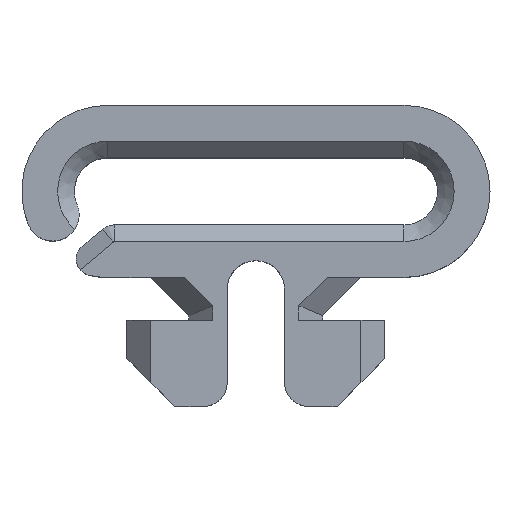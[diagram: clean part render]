
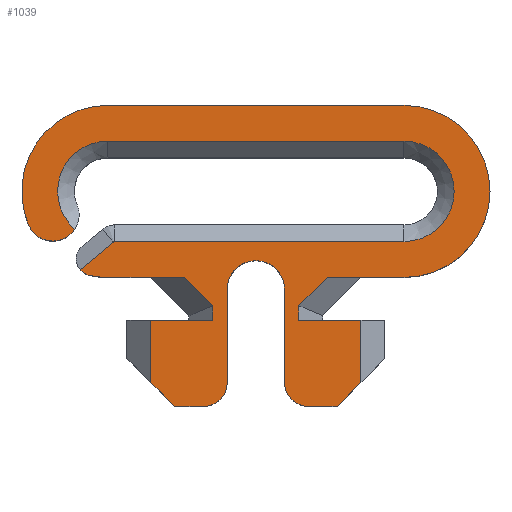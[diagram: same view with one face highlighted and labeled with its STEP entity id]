
A CAD part, top view. The second image highlights one B-rep face of the part: STEP entity #1039.
In plain terms, the highlighted planar face has unit normal (0, 0, 1).
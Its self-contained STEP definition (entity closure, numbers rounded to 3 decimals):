
#28=CIRCLE('',#1080,2.1);
#31=CIRCLE('',#1084,2.1);
#33=CIRCLE('',#1088,0.1);
#35=CIRCLE('',#1092,0.7);
#49=CIRCLE('',#1120,1.1);
#50=CIRCLE('',#1135,3.6);
#51=CIRCLE('',#1136,1.);
#52=CIRCLE('',#1137,1.2);
#53=CIRCLE('',#1138,1.);
#54=CIRCLE('',#1139,3.6);
#55=CIRCLE('',#1140,3.6);
#96=FACE_OUTER_BOUND('',#153,.T.);
#153=EDGE_LOOP('',(#830,#831,#832,#833,#834,#835,#836,#837,#838,#839,#840,
#841,#842,#843,#844,#845,#846,#847,#848,#849,#850,#851,#852,#853,#854,#855,
#856,#857,#858,#859,#860));
#176=LINE('',#1464,#295);
#180=LINE('',#1473,#299);
#185=LINE('',#1500,#304);
#245=LINE('',#1666,#364);
#247=LINE('',#1670,#366);
#250=LINE('',#1676,#369);
#252=LINE('',#1680,#371);
#257=LINE('',#1690,#376);
#258=LINE('',#1694,#377);
#259=LINE('',#1696,#378);
#260=LINE('',#1698,#379);
#261=LINE('',#1700,#380);
#262=LINE('',#1702,#381);
#263=LINE('',#1706,#382);
#264=LINE('',#1710,#383);
#265=LINE('',#1714,#384);
#266=LINE('',#1715,#385);
#267=LINE('',#1716,#386);
#268=LINE('',#1718,#387);
#269=LINE('',#1722,#388);
#295=VECTOR('',#1169,10.);
#299=VECTOR('',#1175,10.);
#304=VECTOR('',#1194,10.);
#364=VECTOR('',#1342,10.);
#366=VECTOR('',#1346,10.);
#369=VECTOR('',#1351,10.);
#371=VECTOR('',#1355,10.);
#376=VECTOR('',#1362,10.);
#377=VECTOR('',#1367,10.);
#378=VECTOR('',#1368,10.);
#379=VECTOR('',#1369,10.);
#380=VECTOR('',#1370,10.);
#381=VECTOR('',#1371,10.);
#382=VECTOR('',#1374,10.);
#383=VECTOR('',#1377,10.);
#384=VECTOR('',#1380,10.);
#385=VECTOR('',#1381,10.);
#386=VECTOR('',#1382,10.);
#387=VECTOR('',#1383,10.);
#388=VECTOR('',#1386,10.);
#417=VERTEX_POINT('',#1461);
#418=VERTEX_POINT('',#1463);
#421=VERTEX_POINT('',#1470);
#422=VERTEX_POINT('',#1472);
#425=VERTEX_POINT('',#1479);
#427=VERTEX_POINT('',#1485);
#429=VERTEX_POINT('',#1498);
#433=VERTEX_POINT('',#1512);
#469=VERTEX_POINT('',#1619);
#482=VERTEX_POINT('',#1663);
#483=VERTEX_POINT('',#1665);
#484=VERTEX_POINT('',#1669);
#485=VERTEX_POINT('',#1673);
#486=VERTEX_POINT('',#1675);
#487=VERTEX_POINT('',#1679);
#488=VERTEX_POINT('',#1683);
#491=VERTEX_POINT('',#1688);
#492=VERTEX_POINT('',#1692);
#493=VERTEX_POINT('',#1695);
#494=VERTEX_POINT('',#1697);
#495=VERTEX_POINT('',#1699);
#496=VERTEX_POINT('',#1701);
#497=VERTEX_POINT('',#1703);
#498=VERTEX_POINT('',#1705);
#499=VERTEX_POINT('',#1707);
#500=VERTEX_POINT('',#1709);
#501=VERTEX_POINT('',#1711);
#502=VERTEX_POINT('',#1713);
#503=VERTEX_POINT('',#1717);
#504=VERTEX_POINT('',#1719);
#505=VERTEX_POINT('',#1721);
#513=EDGE_CURVE('',#417,#418,#176,.T.);
#517=EDGE_CURVE('',#421,#422,#180,.T.);
#521=EDGE_CURVE('',#425,#421,#28,.T.);
#525=EDGE_CURVE('',#422,#427,#31,.T.);
#527=EDGE_CURVE('',#429,#425,#185,.T.);
#530=EDGE_CURVE('',#418,#429,#33,.T.);
#535=EDGE_CURVE('',#417,#433,#35,.T.);
#584=EDGE_CURVE('',#469,#427,#49,.T.);
#607=EDGE_CURVE('',#482,#483,#245,.T.);
#609=EDGE_CURVE('',#483,#484,#247,.T.);
#612=EDGE_CURVE('',#485,#486,#250,.T.);
#614=EDGE_CURVE('',#486,#487,#252,.T.);
#619=EDGE_CURVE('',#491,#488,#257,.T.);
#620=EDGE_CURVE('',#433,#492,#50,.T.);
#621=EDGE_CURVE('',#492,#487,#258,.T.);
#622=EDGE_CURVE('',#485,#493,#259,.T.);
#623=EDGE_CURVE('',#494,#493,#260,.T.);
#624=EDGE_CURVE('',#494,#495,#261,.T.);
#625=EDGE_CURVE('',#495,#496,#262,.T.);
#626=EDGE_CURVE('',#496,#497,#51,.T.);
#627=EDGE_CURVE('',#497,#498,#263,.T.);
#628=EDGE_CURVE('',#498,#499,#52,.T.);
#629=EDGE_CURVE('',#499,#500,#264,.T.);
#630=EDGE_CURVE('',#500,#501,#53,.T.);
#631=EDGE_CURVE('',#501,#502,#265,.T.);
#632=EDGE_CURVE('',#502,#488,#266,.T.);
#633=EDGE_CURVE('',#491,#484,#267,.T.);
#634=EDGE_CURVE('',#482,#503,#268,.T.);
#635=EDGE_CURVE('',#503,#504,#54,.T.);
#636=EDGE_CURVE('',#504,#505,#269,.T.);
#637=EDGE_CURVE('',#505,#469,#55,.T.);
#830=ORIENTED_EDGE('',*,*,#513,.F.);
#831=ORIENTED_EDGE('',*,*,#535,.T.);
#832=ORIENTED_EDGE('',*,*,#620,.T.);
#833=ORIENTED_EDGE('',*,*,#621,.T.);
#834=ORIENTED_EDGE('',*,*,#614,.F.);
#835=ORIENTED_EDGE('',*,*,#612,.F.);
#836=ORIENTED_EDGE('',*,*,#622,.T.);
#837=ORIENTED_EDGE('',*,*,#623,.F.);
#838=ORIENTED_EDGE('',*,*,#624,.T.);
#839=ORIENTED_EDGE('',*,*,#625,.T.);
#840=ORIENTED_EDGE('',*,*,#626,.T.);
#841=ORIENTED_EDGE('',*,*,#627,.T.);
#842=ORIENTED_EDGE('',*,*,#628,.T.);
#843=ORIENTED_EDGE('',*,*,#629,.T.);
#844=ORIENTED_EDGE('',*,*,#630,.T.);
#845=ORIENTED_EDGE('',*,*,#631,.T.);
#846=ORIENTED_EDGE('',*,*,#632,.T.);
#847=ORIENTED_EDGE('',*,*,#619,.F.);
#848=ORIENTED_EDGE('',*,*,#633,.T.);
#849=ORIENTED_EDGE('',*,*,#609,.F.);
#850=ORIENTED_EDGE('',*,*,#607,.F.);
#851=ORIENTED_EDGE('',*,*,#634,.T.);
#852=ORIENTED_EDGE('',*,*,#635,.T.);
#853=ORIENTED_EDGE('',*,*,#636,.T.);
#854=ORIENTED_EDGE('',*,*,#637,.T.);
#855=ORIENTED_EDGE('',*,*,#584,.T.);
#856=ORIENTED_EDGE('',*,*,#525,.F.);
#857=ORIENTED_EDGE('',*,*,#517,.F.);
#858=ORIENTED_EDGE('',*,*,#521,.F.);
#859=ORIENTED_EDGE('',*,*,#527,.F.);
#860=ORIENTED_EDGE('',*,*,#530,.F.);
#988=PLANE('',#1134);
#1039=ADVANCED_FACE('',(#96),#988,.T.);
#1080=AXIS2_PLACEMENT_3D('',#1481,#1181,#1182);
#1084=AXIS2_PLACEMENT_3D('',#1495,#1189,#1190);
#1088=AXIS2_PLACEMENT_3D('',#1504,#1200,#1201);
#1092=AXIS2_PLACEMENT_3D('',#1514,#1210,#1211);
#1120=AXIS2_PLACEMENT_3D('',#1620,#1300,#1301);
#1134=AXIS2_PLACEMENT_3D('',#1691,#1363,#1364);
#1135=AXIS2_PLACEMENT_3D('',#1693,#1365,#1366);
#1136=AXIS2_PLACEMENT_3D('',#1704,#1372,#1373);
#1137=AXIS2_PLACEMENT_3D('',#1708,#1375,#1376);
#1138=AXIS2_PLACEMENT_3D('',#1712,#1378,#1379);
#1139=AXIS2_PLACEMENT_3D('',#1720,#1384,#1385);
#1140=AXIS2_PLACEMENT_3D('',#1723,#1387,#1388);
#1169=DIRECTION('',(0.766,0.643,0.));
#1175=DIRECTION('',(-1.,0.,0.));
#1181=DIRECTION('center_axis',(0.,0.,1.));
#1182=DIRECTION('ref_axis',(0.,-1.,0.));
#1189=DIRECTION('center_axis',(0.,0.,1.));
#1190=DIRECTION('ref_axis',(0.,1.,0.));
#1194=DIRECTION('',(1.,0.,0.));
#1200=DIRECTION('center_axis',(0.,0.,-1.));
#1201=DIRECTION('ref_axis',(-0.342,0.94,0.));
#1210=DIRECTION('center_axis',(0.,0.,1.));
#1211=DIRECTION('ref_axis',(-0.643,0.766,0.));
#1300=DIRECTION('center_axis',(0.,0.,1.));
#1301=DIRECTION('ref_axis',(-0.92,-0.392,0.));
#1342=DIRECTION('',(-0.707,-0.707,0.));
#1346=DIRECTION('',(0.,-1.,0.));
#1351=DIRECTION('',(0.,1.,0.));
#1355=DIRECTION('',(-0.707,0.707,0.));
#1362=DIRECTION('',(0.,-1.,0.));
#1363=DIRECTION('center_axis',(0.,0.,1.));
#1364=DIRECTION('ref_axis',(1.,0.,0.));
#1365=DIRECTION('center_axis',(0.,0.,1.));
#1366=DIRECTION('ref_axis',(0.,1.,0.));
#1367=DIRECTION('',(1.,0.,0.));
#1368=DIRECTION('',(-1.,0.,0.));
#1369=DIRECTION('',(0.,1.,0.));
#1370=DIRECTION('',(0.707,-0.707,0.));
#1371=DIRECTION('',(1.,0.,0.));
#1372=DIRECTION('center_axis',(0.,0.,1.));
#1373=DIRECTION('ref_axis',(0.,-1.,0.));
#1374=DIRECTION('',(0.,1.,0.));
#1375=DIRECTION('center_axis',(0.,0.,-1.));
#1376=DIRECTION('ref_axis',(0.,1.,0.));
#1377=DIRECTION('',(0.,-1.,0.));
#1378=DIRECTION('center_axis',(0.,0.,1.));
#1379=DIRECTION('ref_axis',(-1.,0.,0.));
#1380=DIRECTION('',(1.,0.,0.));
#1381=DIRECTION('',(0.707,0.707,0.));
#1382=DIRECTION('',(-1.,0.,0.));
#1383=DIRECTION('',(1.,0.,0.));
#1384=DIRECTION('center_axis',(0.,0.,1.));
#1385=DIRECTION('ref_axis',(0.,-1.,0.));
#1386=DIRECTION('',(-1.,0.,0.));
#1387=DIRECTION('center_axis',(0.,0.,1.));
#1388=DIRECTION('ref_axis',(0.,1.,0.));
#1461=CARTESIAN_POINT('',(-7.355,5.717,5.));
#1463=CARTESIAN_POINT('',(-5.973,6.877,5.));
#1464=CARTESIAN_POINT('',(-4.251,8.322,5.));
#1470=CARTESIAN_POINT('',(6.2,11.1,5.));
#1472=CARTESIAN_POINT('',(-6.2,11.1,5.));
#1473=CARTESIAN_POINT('',(-3.1,11.1,5.));
#1479=CARTESIAN_POINT('',(6.2,6.9,5.));
#1481=CARTESIAN_POINT('Origin',(6.2,9.,5.));
#1485=CARTESIAN_POINT('',(-7.58,7.417,5.));
#1495=CARTESIAN_POINT('Origin',(-6.2,9.,5.));
#1498=CARTESIAN_POINT('',(-5.909,6.9,5.));
#1500=CARTESIAN_POINT('',(3.1,6.9,5.));
#1504=CARTESIAN_POINT('Origin',(-5.909,6.8,5.));
#1512=CARTESIAN_POINT('',(-6.968,5.483,5.));
#1514=CARTESIAN_POINT('Origin',(-6.819,6.167,5.));
#1619=CARTESIAN_POINT('',(-9.512,7.588,5.));
#1620=CARTESIAN_POINT('Origin',(-8.5,8.02,5.));
#1663=CARTESIAN_POINT('',(2.986,5.4,5.));
#1665=CARTESIAN_POINT('',(1.8,4.214,5.));
#1666=CARTESIAN_POINT('',(2.018,4.432,5.));
#1669=CARTESIAN_POINT('',(1.8,3.6,5.));
#1670=CARTESIAN_POINT('',(1.8,4.95,5.));
#1673=CARTESIAN_POINT('',(-1.8,3.6,5.));
#1675=CARTESIAN_POINT('',(-1.8,4.214,5.));
#1676=CARTESIAN_POINT('',(-1.8,5.05,5.));
#1679=CARTESIAN_POINT('',(-2.986,5.4,5.));
#1680=CARTESIAN_POINT('',(-2.818,5.232,5.));
#1683=CARTESIAN_POINT('',(4.4,1.,5.));
#1688=CARTESIAN_POINT('',(4.4,3.6,5.));
#1690=CARTESIAN_POINT('',(4.4,4.15,5.));
#1691=CARTESIAN_POINT('Origin',(0.,6.3,
5.));
#1692=CARTESIAN_POINT('',(-6.2,5.4,5.));
#1693=CARTESIAN_POINT('Origin',(-6.2,9.,5.));
#1694=CARTESIAN_POINT('',(-4.4,5.4,5.));
#1695=CARTESIAN_POINT('',(-4.4,3.6,5.));
#1696=CARTESIAN_POINT('',(-5.4,3.6,5.));
#1697=CARTESIAN_POINT('',(-4.4,1.,5.));
#1698=CARTESIAN_POINT('',(-4.4,4.95,5.));
#1699=CARTESIAN_POINT('',(-3.4,0.,5.));
#1700=CARTESIAN_POINT('',(-3.4,0.,5.));
#1701=CARTESIAN_POINT('',(-2.2,0.,5.));
#1702=CARTESIAN_POINT('',(-3.4,0.,5.));
#1703=CARTESIAN_POINT('',(-1.2,1.,5.));
#1704=CARTESIAN_POINT('Origin',(-2.2,1.,5.));
#1705=CARTESIAN_POINT('',(-1.2,4.9,5.));
#1706=CARTESIAN_POINT('',(-1.2,1.,5.));
#1707=CARTESIAN_POINT('',(1.2,4.9,5.));
#1708=CARTESIAN_POINT('Origin',(0.,4.9,5.));
#1709=CARTESIAN_POINT('',(1.2,1.,5.));
#1710=CARTESIAN_POINT('',(1.2,1.,5.));
#1711=CARTESIAN_POINT('',(2.2,0.,5.));
#1712=CARTESIAN_POINT('Origin',(2.2,1.,5.));
#1713=CARTESIAN_POINT('',(3.4,0.,5.));
#1714=CARTESIAN_POINT('',(3.4,0.,5.));
#1715=CARTESIAN_POINT('',(3.4,0.,5.));
#1716=CARTESIAN_POINT('',(5.4,3.6,5.));
#1717=CARTESIAN_POINT('',(6.2,5.4,5.));
#1718=CARTESIAN_POINT('',(4.4,5.4,5.));
#1719=CARTESIAN_POINT('',(6.2,12.6,5.));
#1720=CARTESIAN_POINT('Origin',(6.2,9.,5.));
#1721=CARTESIAN_POINT('',(-6.2,12.6,5.));
#1722=CARTESIAN_POINT('',(6.2,12.6,5.));
#1723=CARTESIAN_POINT('Origin',(-6.2,9.,5.));
